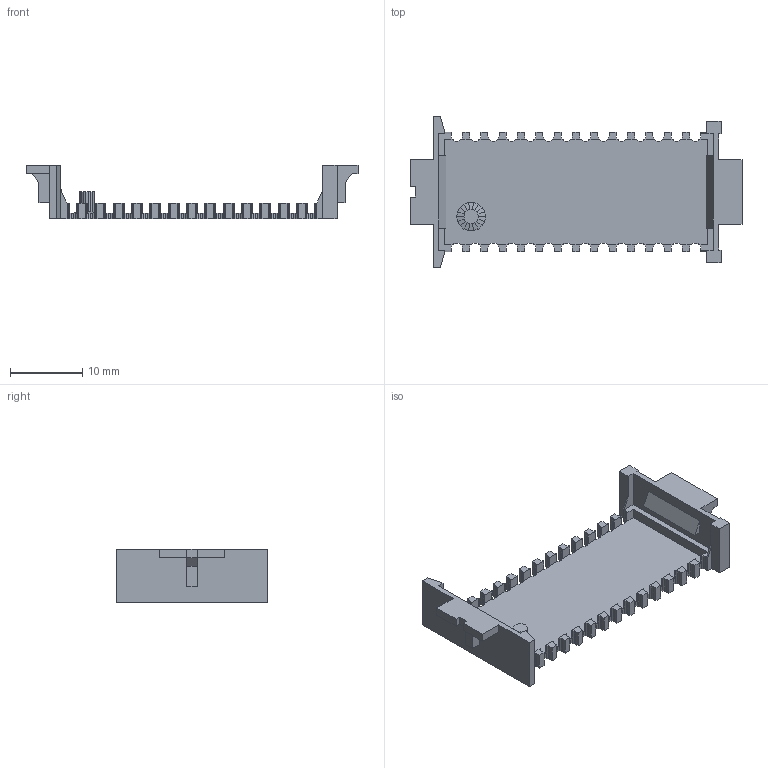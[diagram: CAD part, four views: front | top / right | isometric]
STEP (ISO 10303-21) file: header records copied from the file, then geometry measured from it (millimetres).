
FILE_DESCRIPTION(('FreeCAD Model'),'2;1');
FILE_NAME('pcb2molex8878_pin.step','2020-02-29T13:20:05',('FreeCAD'),( 'FreeCAD'),'Open CASCADE STEP processor 7.3','FreeCAD','Unknown');
FILE_SCHEMA(('AUTOMOTIVE_DESIGN { 1 0 10303 214 1 1 1 1 }'));
Length unit declared in the file: millimetre
Products named in the file (1): Open CASCADE STEP translator 7.3 1
Bounding box: 46 x 21 x 7.48 mm (x, y, z)
Volume: 955.2 mm3; surface area: 2392.5 mm2
Topology: 1 solids, 1 shells, 499 faces, 1454 edges, 960 vertices
Faces by surface type: plane 481, bspline 18
Entity records: 33854 total; most frequent: CARTESIAN_POINT 7038, DIRECTION 4164, LINE 3200, VECTOR 3200, ORIENTED_EDGE 2908, PCURVE 2908, DEFINITIONAL_REPRESENTATION 2908, EDGE_CURVE 1454
